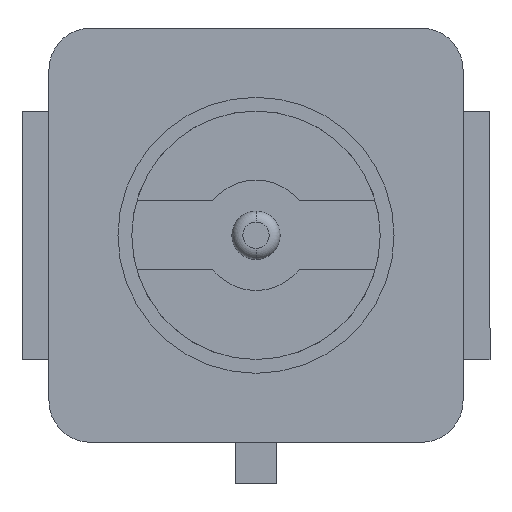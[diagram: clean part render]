
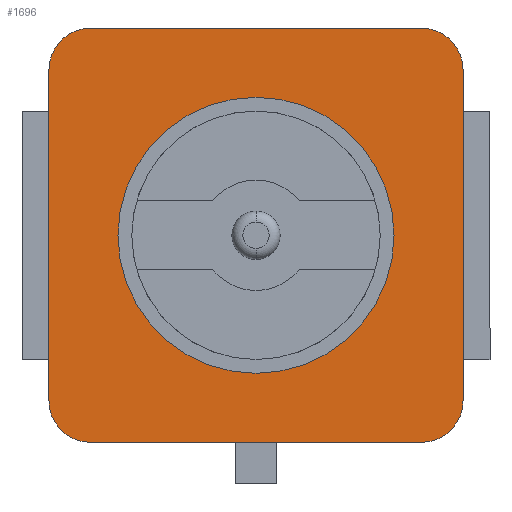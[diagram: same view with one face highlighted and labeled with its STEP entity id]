
A CAD part, front view. The second image highlights one B-rep face of the part: STEP entity #1696.
In plain terms, the highlighted planar face has unit normal (0, -1, 0).
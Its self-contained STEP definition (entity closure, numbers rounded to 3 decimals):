
#19 = EDGE_LOOP ( 'NONE', ( #600, #353, #1355, #844, #1401, #1243, #759, #1699 ) ) ;
#27 = EDGE_CURVE ( 'NONE', #1247, #1075, #696, .T. ) ;
#53 = DIRECTION ( 'NONE',  ( 0., 0., -1. ) ) ;
#56 = AXIS2_PLACEMENT_3D ( 'NONE', #206, #1809, #1823 ) ;
#86 = CIRCLE ( 'NONE', #956, 0.3 ) ;
#124 = AXIS2_PLACEMENT_3D ( 'NONE', #423, #264, #1144 ) ;
#126 = DIRECTION ( 'NONE',  ( 0., 0., -1. ) ) ;
#182 = CIRCLE ( 'NONE', #56, 0.3 ) ;
#186 = CARTESIAN_POINT ( 'NONE',  ( -11.712, 0., -11.527 ) ) ;
#198 = CARTESIAN_POINT ( 'NONE',  ( -10.512, 0., -13.027 ) ) ;
#203 = VECTOR ( 'NONE', #1836, 1000. ) ;
#206 = CARTESIAN_POINT ( 'NONE',  ( -11.712, 0., -14.227 ) ) ;
#229 = VERTEX_POINT ( 'NONE', #1269 ) ;
#240 = EDGE_CURVE ( 'NONE', #1146, #1669, #584, .T. ) ;
#264 = DIRECTION ( 'NONE',  ( 0., 1., 0. ) ) ;
#315 = FACE_BOUND ( 'NONE', #560, .T. ) ;
#353 = ORIENTED_EDGE ( 'NONE', *, *, #1563, .F. ) ;
#370 = AXIS2_PLACEMENT_3D ( 'NONE', #198, #1764, #462 ) ;
#397 = DIRECTION ( 'NONE',  ( 0., 1., 0. ) ) ;
#409 = CARTESIAN_POINT ( 'NONE',  ( -11.712, 0., -11.527 ) ) ;
#423 = CARTESIAN_POINT ( 'NONE',  ( -9.312, 0., -11.827 ) ) ;
#424 = CIRCLE ( 'NONE', #370, 1. ) ;
#457 = CARTESIAN_POINT ( 'NONE',  ( -11.712, 0., -14.527 ) ) ;
#462 = DIRECTION ( 'NONE',  ( 0., 0., -1. ) ) ;
#484 = VECTOR ( 'NONE', #1371, 1000. ) ;
#491 = VERTEX_POINT ( 'NONE', #586 ) ;
#513 = EDGE_CURVE ( 'NONE', #1075, #1247, #424, .T. ) ;
#525 = DIRECTION ( 'NONE',  ( 0., 1., 0. ) ) ;
#533 = AXIS2_PLACEMENT_3D ( 'NONE', #1818, #949, #53 ) ;
#548 = DIRECTION ( 'NONE',  ( 0., 0., -1. ) ) ;
#560 = EDGE_LOOP ( 'NONE', ( #1251, #1533 ) ) ;
#573 = DIRECTION ( 'NONE',  ( 0., -1., 0. ) ) ;
#584 = CIRCLE ( 'NONE', #1468, 0.3 ) ;
#586 = CARTESIAN_POINT ( 'NONE',  ( -9.312, 0., -11.527 ) ) ;
#600 = ORIENTED_EDGE ( 'NONE', *, *, #240, .F. ) ;
#635 = CARTESIAN_POINT ( 'NONE',  ( -9.312, 0., -14.527 ) ) ;
#696 = CIRCLE ( 'NONE', #533, 1. ) ;
#724 = CARTESIAN_POINT ( 'NONE',  ( -12.012, 0., -14.227 ) ) ;
#735 = CARTESIAN_POINT ( 'NONE',  ( -9.012, 0., -14.227 ) ) ;
#759 = ORIENTED_EDGE ( 'NONE', *, *, #1680, .F. ) ;
#769 = LINE ( 'NONE', #186, #484 ) ;
#800 = EDGE_CURVE ( 'NONE', #909, #1325, #1545, .T. ) ;
#816 = DIRECTION ( 'NONE',  ( 0., 0., -1. ) ) ;
#833 = CARTESIAN_POINT ( 'NONE',  ( -10.512, 0., -14.027 ) ) ;
#840 = CARTESIAN_POINT ( 'NONE',  ( -12.012, 0., -11.827 ) ) ;
#844 = ORIENTED_EDGE ( 'NONE', *, *, #800, .F. ) ;
#850 = CARTESIAN_POINT ( 'NONE',  ( -9.012, 0., -11.827 ) ) ;
#889 = AXIS2_PLACEMENT_3D ( 'NONE', #1889, #573, #126 ) ;
#909 = VERTEX_POINT ( 'NONE', #635 ) ;
#949 = DIRECTION ( 'NONE',  ( 0., -1., 0. ) ) ;
#956 = AXIS2_PLACEMENT_3D ( 'NONE', #1701, #525, #816 ) ;
#1011 = PLANE ( 'NONE',  #889 ) ;
#1018 = EDGE_CURVE ( 'NONE', #229, #909, #86, .T. ) ;
#1038 = LINE ( 'NONE', #735, #1902 ) ;
#1075 = VERTEX_POINT ( 'NONE', #833 ) ;
#1111 = CARTESIAN_POINT ( 'NONE',  ( -11.712, 0., -11.827 ) ) ;
#1118 = CARTESIAN_POINT ( 'NONE',  ( -12.012, 0., -11.827 ) ) ;
#1144 = DIRECTION ( 'NONE',  ( 0., 0., -1. ) ) ;
#1146 = VERTEX_POINT ( 'NONE', #840 ) ;
#1147 = FACE_OUTER_BOUND ( 'NONE', #19, .T. ) ;
#1190 = VECTOR ( 'NONE', #1329, 1000. ) ;
#1228 = CIRCLE ( 'NONE', #124, 0.3 ) ;
#1236 = VERTEX_POINT ( 'NONE', #724 ) ;
#1243 = ORIENTED_EDGE ( 'NONE', *, *, #1330, .F. ) ;
#1247 = VERTEX_POINT ( 'NONE', #1910 ) ;
#1251 = ORIENTED_EDGE ( 'NONE', *, *, #27, .F. ) ;
#1269 = CARTESIAN_POINT ( 'NONE',  ( -9.012, 0., -14.227 ) ) ;
#1325 = VERTEX_POINT ( 'NONE', #457 ) ;
#1329 = DIRECTION ( 'NONE',  ( -1., 0., 0. ) ) ;
#1330 = EDGE_CURVE ( 'NONE', #1705, #229, #1038, .T. ) ;
#1348 = CARTESIAN_POINT ( 'NONE',  ( -11.712, 0., -14.527 ) ) ;
#1355 = ORIENTED_EDGE ( 'NONE', *, *, #1527, .F. ) ;
#1360 = DIRECTION ( 'NONE',  ( 0., 0., -1. ) ) ;
#1371 = DIRECTION ( 'NONE',  ( 1., 0., 0. ) ) ;
#1401 = ORIENTED_EDGE ( 'NONE', *, *, #1018, .F. ) ;
#1468 = AXIS2_PLACEMENT_3D ( 'NONE', #1111, #397, #548 ) ;
#1493 = EDGE_CURVE ( 'NONE', #1669, #491, #769, .T. ) ;
#1527 = EDGE_CURVE ( 'NONE', #1325, #1236, #182, .T. ) ;
#1533 = ORIENTED_EDGE ( 'NONE', *, *, #513, .F. ) ;
#1545 = LINE ( 'NONE', #1348, #1190 ) ;
#1563 = EDGE_CURVE ( 'NONE', #1236, #1146, #1655, .T. ) ;
#1655 = LINE ( 'NONE', #1118, #203 ) ;
#1669 = VERTEX_POINT ( 'NONE', #409 ) ;
#1680 = EDGE_CURVE ( 'NONE', #491, #1705, #1228, .T. ) ;
#1696 = ADVANCED_FACE ( 'NONE', ( #1147, #315 ), #1011, .T. ) ;
#1699 = ORIENTED_EDGE ( 'NONE', *, *, #1493, .F. ) ;
#1701 = CARTESIAN_POINT ( 'NONE',  ( -9.312, 0., -14.227 ) ) ;
#1705 = VERTEX_POINT ( 'NONE', #850 ) ;
#1764 = DIRECTION ( 'NONE',  ( 0., -1., 0. ) ) ;
#1809 = DIRECTION ( 'NONE',  ( 0., 1., 0. ) ) ;
#1818 = CARTESIAN_POINT ( 'NONE',  ( -10.512, 0., -13.027 ) ) ;
#1823 = DIRECTION ( 'NONE',  ( 0., 0., -1. ) ) ;
#1836 = DIRECTION ( 'NONE',  ( 0., 0., 1. ) ) ;
#1889 = CARTESIAN_POINT ( 'NONE',  ( -11.712, 0., -11.827 ) ) ;
#1902 = VECTOR ( 'NONE', #1360, 1000. ) ;
#1910 = CARTESIAN_POINT ( 'NONE',  ( -10.512, 0., -12.027 ) ) ;
